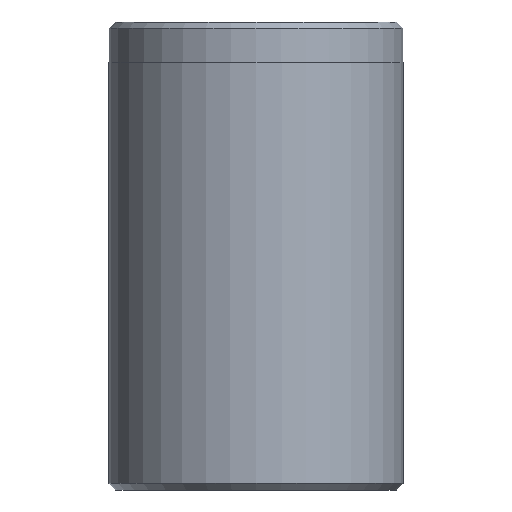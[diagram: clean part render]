
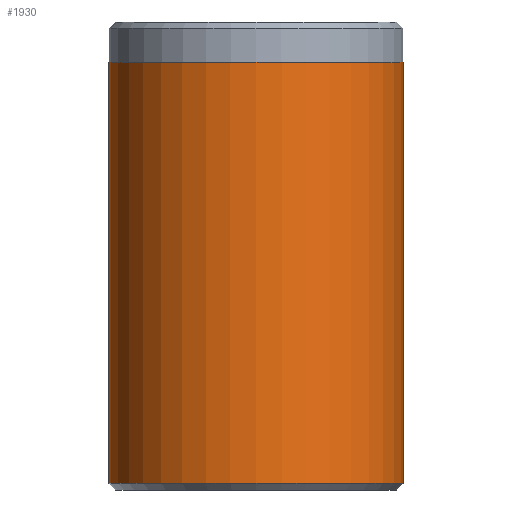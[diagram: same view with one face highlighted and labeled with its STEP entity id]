
A CAD part, front view. The second image highlights one B-rep face of the part: STEP entity #1930.
In plain terms, the highlighted cylindrical face has radius 11 mm (diameter 22 mm), a partial arc.
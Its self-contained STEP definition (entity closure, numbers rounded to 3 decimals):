
#13 = FACE_OUTER_BOUND ( 'NONE', #2109, .T. ) ;
#89 = CARTESIAN_POINT ( 'NONE',  ( -11., 0., 35. ) ) ;
#163 = VECTOR ( 'NONE', #1684, 1000. ) ;
#378 = DIRECTION ( 'NONE',  ( -1., 0., 0. ) ) ;
#384 = LINE ( 'NONE', #995, #1696 ) ;
#435 = AXIS2_PLACEMENT_3D ( 'NONE', #2305, #2669, #378 ) ;
#541 = DIRECTION ( 'NONE',  ( 0., 0., 1. ) ) ;
#551 = EDGE_CURVE ( 'NONE', #2156, #2445, #2163, .T. ) ;
#612 = EDGE_CURVE ( 'NONE', #2445, #1857, #384, .T. ) ;
#768 = ORIENTED_EDGE ( 'NONE', *, *, #551, .F. ) ;
#773 = LINE ( 'NONE', #89, #163 ) ;
#838 = CIRCLE ( 'NONE', #1383, 11. ) ;
#995 = CARTESIAN_POINT ( 'NONE',  ( 11., 0., 35. ) ) ;
#997 = DIRECTION ( 'NONE',  ( 0., 0., -1. ) ) ;
#1016 = CARTESIAN_POINT ( 'NONE',  ( 11., 0., 32. ) ) ;
#1047 = CARTESIAN_POINT ( 'NONE',  ( 11., 0., 0.5 ) ) ;
#1061 = DIRECTION ( 'NONE',  ( 1., 0., 0. ) ) ;
#1067 = DIRECTION ( 'NONE',  ( 0., 0., 1. ) ) ;
#1074 = CARTESIAN_POINT ( 'NONE',  ( 0., 0., 32. ) ) ;
#1095 = ORIENTED_EDGE ( 'NONE', *, *, #1776, .T. ) ;
#1383 = AXIS2_PLACEMENT_3D ( 'NONE', #1845, #541, #2046 ) ;
#1598 = CARTESIAN_POINT ( 'NONE',  ( -11., 0., 32. ) ) ;
#1611 = CARTESIAN_POINT ( 'NONE',  ( -11., 0., 0.5 ) ) ;
#1618 = VERTEX_POINT ( 'NONE', #1611 ) ;
#1684 = DIRECTION ( 'NONE',  ( 0., 0., -1. ) ) ;
#1696 = VECTOR ( 'NONE', #997, 1000. ) ;
#1726 = CYLINDRICAL_SURFACE ( 'NONE', #435, 11. ) ;
#1732 = EDGE_CURVE ( 'NONE', #1618, #1857, #838, .T. ) ;
#1776 = EDGE_CURVE ( 'NONE', #2156, #1618, #773, .T. ) ;
#1845 = CARTESIAN_POINT ( 'NONE',  ( 0., 0., 0.5 ) ) ;
#1857 = VERTEX_POINT ( 'NONE', #1047 ) ;
#1930 = ADVANCED_FACE ( 'NONE', ( #13 ), #1726, .T. ) ;
#2046 = DIRECTION ( 'NONE',  ( 1., 0., 0. ) ) ;
#2070 = AXIS2_PLACEMENT_3D ( 'NONE', #1074, #1067, #1061 ) ;
#2109 = EDGE_LOOP ( 'NONE', ( #2124, #768, #1095, #2623 ) ) ;
#2124 = ORIENTED_EDGE ( 'NONE', *, *, #612, .F. ) ;
#2156 = VERTEX_POINT ( 'NONE', #1598 ) ;
#2163 = CIRCLE ( 'NONE', #2070, 11. ) ;
#2305 = CARTESIAN_POINT ( 'NONE',  ( 0., 0., 35. ) ) ;
#2445 = VERTEX_POINT ( 'NONE', #1016 ) ;
#2623 = ORIENTED_EDGE ( 'NONE', *, *, #1732, .T. ) ;
#2669 = DIRECTION ( 'NONE',  ( 0., 0., -1. ) ) ;
